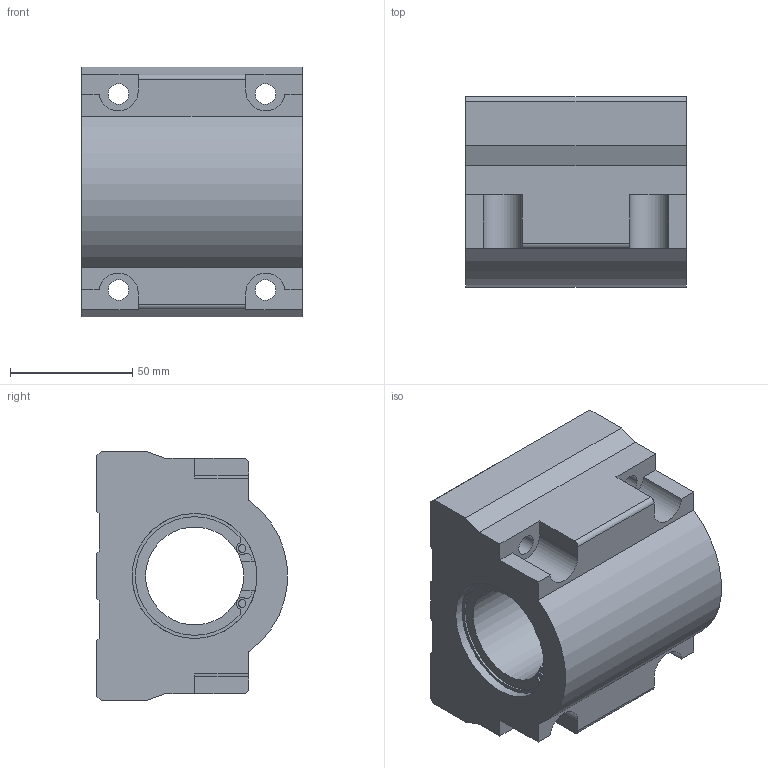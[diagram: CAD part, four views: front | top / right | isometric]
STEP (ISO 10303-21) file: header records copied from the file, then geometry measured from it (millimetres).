
FILE_DESCRIPTION( ( 'STEP AP203' ), '1' );
FILE_NAME( 'SC 40UU.stp', '2019-06-14T07:17:18', ( '' ), ( '' ), ' ', 'PARTsolutions', ' ' );
FILE_SCHEMA( ( 'CONFIG_CONTROL_DESIGN' ) );
Length unit declared in the file: millimetre
Products named in the file (1): _SC 40UU
Bounding box: 90 x 77.86 x 102 mm (x, y, z)
Volume: 446040.8 mm3; surface area: 59283.6 mm2
Topology: 1 solids, 1 shells, 119 faces, 317 edges, 204 vertices
Faces by surface type: plane 75, cylinder 40, cone 4
Full cylindrical faces by diameter (mm): 3.06 x4, 8.376 x4, 40 x1, 51 x2
Entity records: 3654 total; most frequent: DIRECTION 628, CARTESIAN_POINT 622, ORIENTED_EDGE 600, EDGE_CURVE 300, LINE 212, VECTOR 212, AXIS2_PLACEMENT_3D 208, VERTEX_POINT 202
